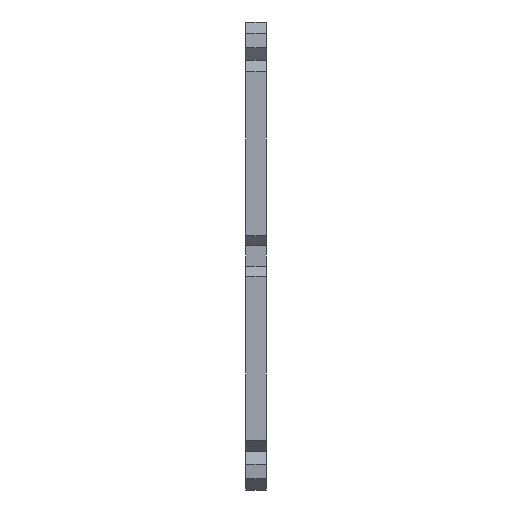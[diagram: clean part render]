
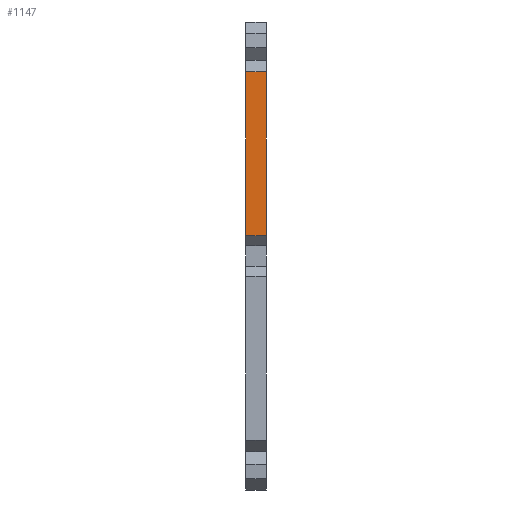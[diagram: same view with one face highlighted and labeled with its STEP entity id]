
A CAD part, left-side view. The second image highlights one B-rep face of the part: STEP entity #1147.
In plain terms, the highlighted planar face has unit normal (-1, 0, 0).
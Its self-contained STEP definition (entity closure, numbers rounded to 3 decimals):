
#21=FACE_OUTER_BOUND('',#79,.T.);
#79=EDGE_LOOP('',(#771,#772,#773,#774));
#149=LINE('',#1602,#317);
#150=LINE('',#1605,#318);
#151=LINE('',#1607,#319);
#152=LINE('',#1608,#320);
#317=VECTOR('',#1309,10.);
#318=VECTOR('',#1312,10.);
#319=VECTOR('',#1313,10.);
#320=VECTOR('',#1314,10.);
#479=VERTEX_POINT('',#1598);
#480=VERTEX_POINT('',#1600);
#481=VERTEX_POINT('',#1604);
#482=VERTEX_POINT('',#1606);
#597=EDGE_CURVE('',#479,#480,#149,.T.);
#598=EDGE_CURVE('',#481,#479,#150,.T.);
#599=EDGE_CURVE('',#482,#480,#151,.T.);
#600=EDGE_CURVE('',#481,#482,#152,.T.);
#771=ORIENTED_EDGE('',*,*,#598,.T.);
#772=ORIENTED_EDGE('',*,*,#597,.T.);
#773=ORIENTED_EDGE('',*,*,#599,.F.);
#774=ORIENTED_EDGE('',*,*,#600,.F.);
#1089=PLANE('',#1225);
#1147=ADVANCED_FACE('',(#21),#1089,.T.);
#1225=AXIS2_PLACEMENT_3D('',#1603,#1310,#1311);
#1309=DIRECTION('',(0.,1.,0.));
#1310=DIRECTION('center_axis',(-1.,0.,0.));
#1311=DIRECTION('ref_axis',(0.,0.,1.));
#1312=DIRECTION('',(0.,0.,1.));
#1313=DIRECTION('',(0.,0.,1.));
#1314=DIRECTION('',(0.,1.,0.));
#1598=CARTESIAN_POINT('',(-47.947,0.,36.446));
#1600=CARTESIAN_POINT('',(-47.947,4.1,36.446));
#1602=CARTESIAN_POINT('',(-47.947,0.,36.446));
#1603=CARTESIAN_POINT('Origin',(-47.947,0.,4.019));
#1604=CARTESIAN_POINT('',(-47.947,0.,4.019));
#1605=CARTESIAN_POINT('',(-47.947,0.,4.019));
#1606=CARTESIAN_POINT('',(-47.947,4.1,4.019));
#1607=CARTESIAN_POINT('',(-47.947,4.1,4.019));
#1608=CARTESIAN_POINT('',(-47.947,0.,4.019));
